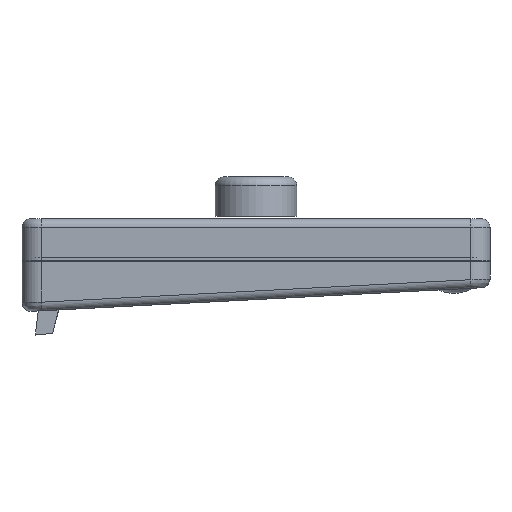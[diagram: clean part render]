
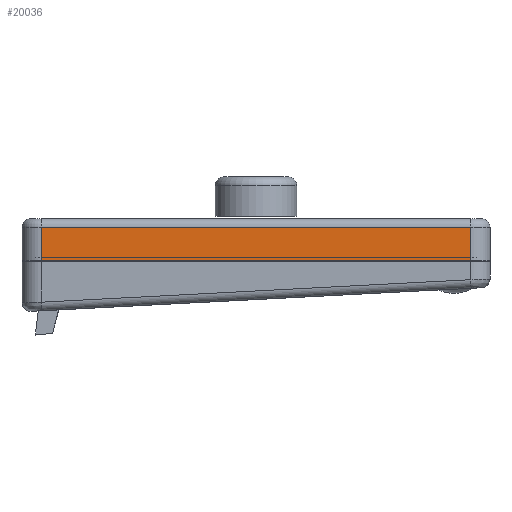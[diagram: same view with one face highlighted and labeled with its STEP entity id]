
A CAD part, left-side view. The second image highlights one B-rep face of the part: STEP entity #20036.
In plain terms, the highlighted planar face has unit normal (-1, 0, 0).
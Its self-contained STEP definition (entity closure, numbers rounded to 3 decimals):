
#1186=PLANE('',#21316);
#2159=FACE_OUTER_BOUND('',#3279,.T.);
#3279=EDGE_LOOP('',(#16755,#16756,#16757,#16758));
#4884=LINE('',#34199,#6935);
#4896=LINE('',#34254,#6947);
#4897=LINE('',#34258,#6948);
#4898=LINE('',#34259,#6949);
#6935=VECTOR('',#24645,10.);
#6947=VECTOR('',#24709,10.);
#6948=VECTOR('',#24714,10.);
#6949=VECTOR('',#24715,10.);
#9476=VERTEX_POINT('',#34196);
#9477=VERTEX_POINT('',#34198);
#9494=VERTEX_POINT('',#34253);
#9495=VERTEX_POINT('',#34257);
#12025=EDGE_CURVE('',#9476,#9477,#4884,.T.);
#12053=EDGE_CURVE('',#9494,#9477,#4896,.T.);
#12055=EDGE_CURVE('',#9495,#9476,#4897,.T.);
#12056=EDGE_CURVE('',#9494,#9495,#4898,.T.);
#16755=ORIENTED_EDGE('',*,*,#12025,.F.);
#16756=ORIENTED_EDGE('',*,*,#12055,.F.);
#16757=ORIENTED_EDGE('',*,*,#12056,.F.);
#16758=ORIENTED_EDGE('',*,*,#12053,.T.);
#20036=ADVANCED_FACE('',(#2159),#1186,.T.);
#21316=AXIS2_PLACEMENT_3D('',#34256,#24712,#24713);
#24645=DIRECTION('',(0.,-1.,0.));
#24709=DIRECTION('',(0.,0.,1.));
#24712=DIRECTION('center_axis',(-1.,0.,0.));
#24713=DIRECTION('ref_axis',(0.,-1.,0.));
#24714=DIRECTION('',(0.,0.,1.));
#24715=DIRECTION('',(0.,1.,0.));
#34196=CARTESIAN_POINT('',(-2.,102.5,7.));
#34198=CARTESIAN_POINT('',(-2.,2.5,7.));
#34199=CARTESIAN_POINT('',(-2.,77.5,7.));
#34253=CARTESIAN_POINT('',(-2.,2.5,-0.8));
#34254=CARTESIAN_POINT('',(-2.,2.5,0.));
#34256=CARTESIAN_POINT('Origin',(-2.,102.5,0.));
#34257=CARTESIAN_POINT('',(-2.,102.5,-0.8));
#34258=CARTESIAN_POINT('',(-2.,102.5,0.));
#34259=CARTESIAN_POINT('',(-2.,2.5,-0.8));
